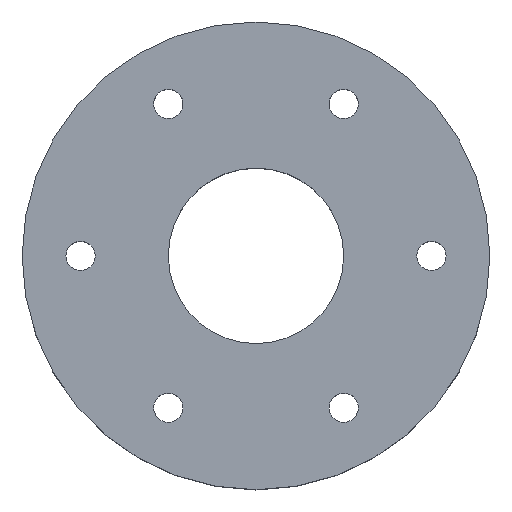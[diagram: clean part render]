
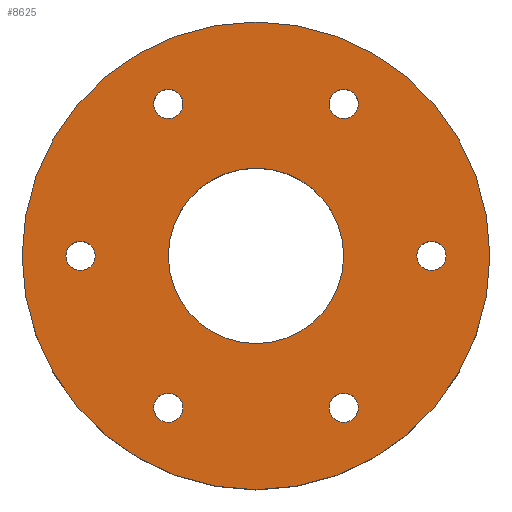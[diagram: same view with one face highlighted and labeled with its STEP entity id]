
A CAD part, top view. The second image highlights one B-rep face of the part: STEP entity #8625.
In plain terms, the highlighted planar face has unit normal (0, 0, 1).
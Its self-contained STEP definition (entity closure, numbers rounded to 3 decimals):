
#803=FACE_BOUND('',#1646,.T.);
#804=FACE_BOUND('',#1647,.T.);
#805=FACE_BOUND('',#1648,.T.);
#806=FACE_BOUND('',#1649,.T.);
#807=FACE_BOUND('',#1650,.T.);
#808=FACE_BOUND('',#1651,.T.);
#809=FACE_BOUND('',#1652,.T.);
#813=PLANE('',#9565);
#1229=FACE_OUTER_BOUND('',#1645,.T.);
#1645=EDGE_LOOP('',(#7044));
#1646=EDGE_LOOP('',(#7045));
#1647=EDGE_LOOP('',(#7046,#7047));
#1648=EDGE_LOOP('',(#7048,#7049));
#1649=EDGE_LOOP('',(#7050,#7051));
#1650=EDGE_LOOP('',(#7052));
#1651=EDGE_LOOP('',(#7053,#7054));
#1652=EDGE_LOOP('',(#7055,#7056));
#3422=CIRCLE('',#9036,15.);
#3914=CIRCLE('',#9535,40.);
#3916=CIRCLE('',#9539,2.5);
#3917=CIRCLE('',#9540,2.5);
#3919=CIRCLE('',#9544,2.5);
#3920=CIRCLE('',#9545,2.5);
#3922=CIRCLE('',#9549,2.5);
#3923=CIRCLE('',#9550,2.5);
#3925=CIRCLE('',#9554,2.5);
#3926=CIRCLE('',#9555,2.5);
#3928=CIRCLE('',#9559,2.5);
#3930=CIRCLE('',#9563,2.5);
#3931=CIRCLE('',#9564,2.5);
#4183=VERTEX_POINT('',#13239);
#4963=VERTEX_POINT('',#14810);
#4965=VERTEX_POINT('',#14818);
#4966=VERTEX_POINT('',#14819);
#4968=VERTEX_POINT('',#14828);
#4969=VERTEX_POINT('',#14829);
#4971=VERTEX_POINT('',#14838);
#4972=VERTEX_POINT('',#14839);
#4974=VERTEX_POINT('',#14848);
#4975=VERTEX_POINT('',#14849);
#4977=VERTEX_POINT('',#14858);
#4979=VERTEX_POINT('',#14866);
#4980=VERTEX_POINT('',#14867);
#4987=EDGE_CURVE('',#4183,#4183,#3422,.T.);
#5770=EDGE_CURVE('',#4963,#4963,#3914,.T.);
#5774=EDGE_CURVE('',#4965,#4966,#3916,.T.);
#5775=EDGE_CURVE('',#4966,#4965,#3917,.T.);
#5779=EDGE_CURVE('',#4968,#4969,#3919,.T.);
#5780=EDGE_CURVE('',#4969,#4968,#3920,.T.);
#5784=EDGE_CURVE('',#4971,#4972,#3922,.T.);
#5785=EDGE_CURVE('',#4972,#4971,#3923,.T.);
#5789=EDGE_CURVE('',#4974,#4975,#3925,.T.);
#5790=EDGE_CURVE('',#4975,#4974,#3926,.T.);
#5794=EDGE_CURVE('',#4977,#4977,#3928,.T.);
#5798=EDGE_CURVE('',#4979,#4980,#3930,.T.);
#5799=EDGE_CURVE('',#4980,#4979,#3931,.T.);
#7044=ORIENTED_EDGE('',*,*,#5770,.T.);
#7045=ORIENTED_EDGE('',*,*,#4987,.T.);
#7046=ORIENTED_EDGE('',*,*,#5779,.T.);
#7047=ORIENTED_EDGE('',*,*,#5780,.T.);
#7048=ORIENTED_EDGE('',*,*,#5784,.T.);
#7049=ORIENTED_EDGE('',*,*,#5785,.T.);
#7050=ORIENTED_EDGE('',*,*,#5789,.T.);
#7051=ORIENTED_EDGE('',*,*,#5790,.T.);
#7052=ORIENTED_EDGE('',*,*,#5794,.T.);
#7053=ORIENTED_EDGE('',*,*,#5798,.T.);
#7054=ORIENTED_EDGE('',*,*,#5799,.T.);
#7055=ORIENTED_EDGE('',*,*,#5774,.T.);
#7056=ORIENTED_EDGE('',*,*,#5775,.T.);
#8625=ADVANCED_FACE('',(#1229,#803,#804,#805,#806,#807,#808,#809),#813,
 .T.);
#9036=AXIS2_PLACEMENT_3D('',#13241,#10215,#10216);
#9535=AXIS2_PLACEMENT_3D('',#14811,#11504,#11505);
#9539=AXIS2_PLACEMENT_3D('',#14820,#11514,#11515);
#9540=AXIS2_PLACEMENT_3D('',#14821,#11516,#11517);
#9544=AXIS2_PLACEMENT_3D('',#14830,#11526,#11527);
#9545=AXIS2_PLACEMENT_3D('',#14831,#11528,#11529);
#9549=AXIS2_PLACEMENT_3D('',#14840,#11538,#11539);
#9550=AXIS2_PLACEMENT_3D('',#14841,#11540,#11541);
#9554=AXIS2_PLACEMENT_3D('',#14850,#11550,#11551);
#9555=AXIS2_PLACEMENT_3D('',#14851,#11552,#11553);
#9559=AXIS2_PLACEMENT_3D('',#14859,#11562,#11563);
#9563=AXIS2_PLACEMENT_3D('',#14868,#11572,#11573);
#9564=AXIS2_PLACEMENT_3D('',#14869,#11574,#11575);
#9565=AXIS2_PLACEMENT_3D('',#14871,#11577,#11578);
#10215=DIRECTION('center_axis',(0.,0.,-1.));
#10216=DIRECTION('ref_axis',(1.,0.,0.));
#11504=DIRECTION('center_axis',(0.,0.,1.));
#11505=DIRECTION('ref_axis',(-1.,0.,0.));
#11514=DIRECTION('center_axis',(0.,0.,-1.));
#11515=DIRECTION('ref_axis',(-1.,0.,0.));
#11516=DIRECTION('center_axis',(0.,0.,-1.));
#11517=DIRECTION('ref_axis',(-1.,0.,0.));
#11526=DIRECTION('center_axis',(0.,0.,-1.));
#11527=DIRECTION('ref_axis',(-1.,0.,0.));
#11528=DIRECTION('center_axis',(0.,0.,-1.));
#11529=DIRECTION('ref_axis',(-1.,0.,0.));
#11538=DIRECTION('center_axis',(0.,0.,-1.));
#11539=DIRECTION('ref_axis',(-1.,0.,0.));
#11540=DIRECTION('center_axis',(0.,0.,-1.));
#11541=DIRECTION('ref_axis',(-1.,0.,0.));
#11550=DIRECTION('center_axis',(0.,0.,-1.));
#11551=DIRECTION('ref_axis',(-1.,0.,0.));
#11552=DIRECTION('center_axis',(0.,0.,-1.));
#11553=DIRECTION('ref_axis',(-1.,0.,0.));
#11562=DIRECTION('center_axis',(0.,0.,-1.));
#11563=DIRECTION('ref_axis',(-1.,0.,0.));
#11572=DIRECTION('center_axis',(0.,0.,-1.));
#11573=DIRECTION('ref_axis',(-1.,0.,0.));
#11574=DIRECTION('center_axis',(0.,0.,-1.));
#11575=DIRECTION('ref_axis',(-1.,0.,0.));
#11577=DIRECTION('center_axis',(0.,0.,1.));
#11578=DIRECTION('ref_axis',(1.,0.,0.));
#13239=CARTESIAN_POINT('',(-15.,0.,14.));
#13241=CARTESIAN_POINT('Origin',(0.,0.,14.));
#14810=CARTESIAN_POINT('',(40.,0.,14.));
#14811=CARTESIAN_POINT('Origin',(0.,0.,14.));
#14818=CARTESIAN_POINT('',(-12.5,25.981,14.));
#14819=CARTESIAN_POINT('',(-16.25,28.146,14.));
#14820=CARTESIAN_POINT('Origin',(-15.,25.981,14.));
#14821=CARTESIAN_POINT('Origin',(-15.,25.981,14.));
#14828=CARTESIAN_POINT('',(-27.5,0.,14.));
#14829=CARTESIAN_POINT('',(-32.5,0.,14.));
#14830=CARTESIAN_POINT('Origin',(-30.,0.,14.));
#14831=CARTESIAN_POINT('Origin',(-30.,0.,14.));
#14838=CARTESIAN_POINT('',(-12.5,-25.981,14.));
#14839=CARTESIAN_POINT('',(-16.25,-28.146,14.));
#14840=CARTESIAN_POINT('Origin',(-15.,-25.981,14.));
#14841=CARTESIAN_POINT('Origin',(-15.,-25.981,14.));
#14848=CARTESIAN_POINT('',(17.5,-25.981,14.));
#14849=CARTESIAN_POINT('',(16.25,-28.146,14.));
#14850=CARTESIAN_POINT('Origin',(15.,-25.981,14.));
#14851=CARTESIAN_POINT('Origin',(15.,-25.981,14.));
#14858=CARTESIAN_POINT('',(32.5,0.,14.));
#14859=CARTESIAN_POINT('Origin',(30.,0.,14.));
#14866=CARTESIAN_POINT('',(17.5,25.981,14.));
#14867=CARTESIAN_POINT('',(16.25,28.146,14.));
#14868=CARTESIAN_POINT('Origin',(15.,25.981,14.));
#14869=CARTESIAN_POINT('Origin',(15.,25.981,14.));
#14871=CARTESIAN_POINT('Origin',(0.,0.,14.));
